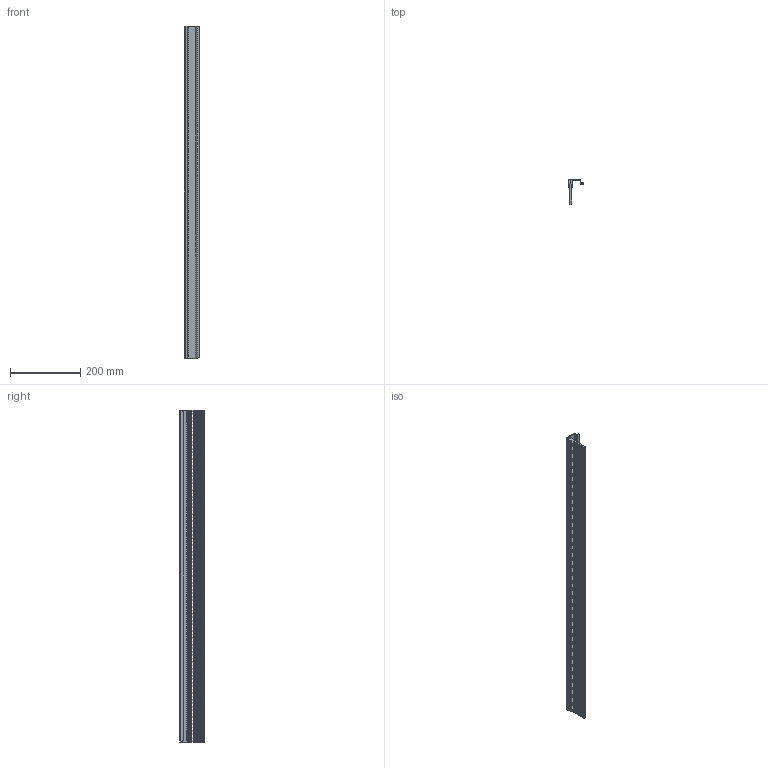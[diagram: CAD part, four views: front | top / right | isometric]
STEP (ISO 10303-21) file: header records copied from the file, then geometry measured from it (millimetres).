
FILE_DESCRIPTION (( 'STEP AP214' ), '1' );
FILE_NAME ('923.121.STEP', '2024-09-18T10:32:57', ( '' ), ( '' ), 'SwSTEP 2.0', 'SolidWorks 2021', '' );
FILE_SCHEMA (( 'AUTOMOTIVE_DESIGN' ));
Length unit declared in the file: millimetre
Products named in the file (3): 923.121; Ùåòêà W1200; 923.120.001
Assembly tree (2 placements, depth 2):
  923.121
    923.120.001
    Ùåòêà W1200
Bounding box: 43.5 x 70.5 x 942 mm (x, y, z)
Volume: 345769.8 mm3; surface area: 377222 mm2
Topology: 2 solids, 2 shells, 1934 faces, 4826 edges, 2896 vertices
Faces by surface type: plane 1918, cylinder 16
Entity records: 55234 total; most frequent: CARTESIAN_POINT 9661, ORIENTED_EDGE 9652, DIRECTION 8736, EDGE_CURVE 4826, LINE 4794, VECTOR 4794, VERTEX_POINT 2896, AXIS2_PLACEMENT_3D 1971
